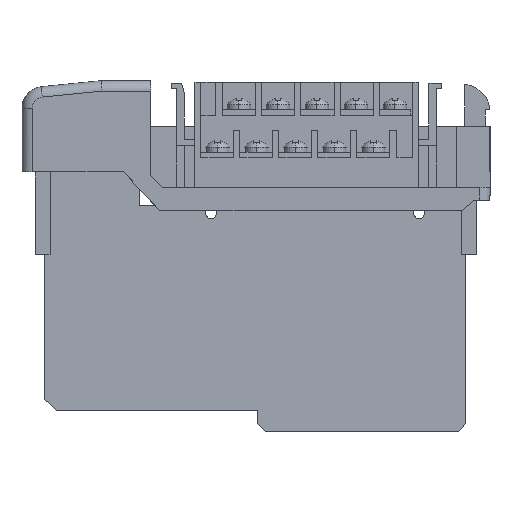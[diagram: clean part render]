
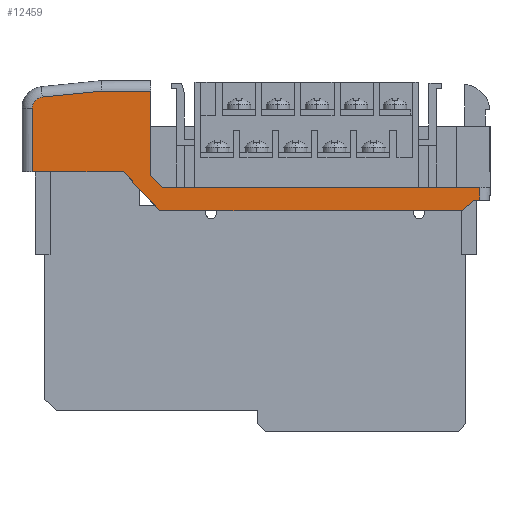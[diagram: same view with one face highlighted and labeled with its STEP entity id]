
A CAD part, left-side view. The second image highlights one B-rep face of the part: STEP entity #12459.
In plain terms, the highlighted planar face has unit normal (-1, 0, 0).
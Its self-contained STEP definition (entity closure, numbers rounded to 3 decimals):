
#7526 = CARTESIAN_POINT ( 'NONE',  ( 0.5, 34.17, 3.114 ) ) ;
#7527 = CARTESIAN_POINT ( 'NONE',  ( 0.5, 24.723, 3.114 ) ) ;
#7528 = DIRECTION ( 'NONE',  ( 0., 1., 0. ) ) ;
#7529 = VECTOR ( 'NONE', #7528, 1000. ) ;
#7530 = CARTESIAN_POINT ( 'NONE',  ( 0.5, 34.27, 3.114 ) ) ;
#7531 = LINE ( 'NONE', #7530, #7529 ) ;
#7744 = DIRECTION ( 'NONE',  ( 0., -1., 0. ) ) ;
#7745 = VECTOR ( 'NONE', #7744, 1000. ) ;
#7746 = CARTESIAN_POINT ( 'NONE',  ( 0.5, -37.408, -17.879 ) ) ;
#7747 = LINE ( 'NONE', #7746, #7745 ) ;
#7748 = CARTESIAN_POINT ( 'NONE',  ( 0.5, -38.527, -17.879 ) ) ;
#7795 = CARTESIAN_POINT ( 'NONE',  ( 0.5, -37.408, -17.879 ) ) ;
#11944 = EDGE_CURVE ( 'NONE', #11945, #11946, #7531, .T. ) ;
#11945 = VERTEX_POINT ( 'NONE', #7527 ) ;
#11946 = VERTEX_POINT ( 'NONE', #7526 ) ;
#12061 = VERTEX_POINT ( 'NONE', #7748 ) ;
#12063 = EDGE_CURVE ( 'NONE', #12064, #12061, #7747, .T. ) ;
#12064 = VERTEX_POINT ( 'NONE', #7795 ) ;
#12305 = ORIENTED_EDGE ( 'NONE', *, *, #12063, .T. ) ;
#12389 = VERTEX_POINT ( 'NONE', #19904 ) ;
#12399 = EDGE_CURVE ( 'NONE', #12061, #12400, #19958, .T. ) ;
#12400 = VERTEX_POINT ( 'NONE', #19954 ) ;
#12401 = ORIENTED_EDGE ( 'NONE', *, *, #12402, .F. ) ;
#12402 = EDGE_CURVE ( 'NONE', #12403, #12400, #19953, .T. ) ;
#12403 = VERTEX_POINT ( 'NONE', #19949 ) ;
#12404 = ORIENTED_EDGE ( 'NONE', *, *, #12405, .F. ) ;
#12405 = EDGE_CURVE ( 'NONE', #12406, #12403, #19948, .T. ) ;
#12406 = VERTEX_POINT ( 'NONE', #19944 ) ;
#12407 = ORIENTED_EDGE ( 'NONE', *, *, #12408, .F. ) ;
#12408 = EDGE_CURVE ( 'NONE', #11945, #12406, #19943, .T. ) ;
#12409 = ORIENTED_EDGE ( 'NONE', *, *, #11944, .T. ) ;
#12410 = ORIENTED_EDGE ( 'NONE', *, *, #12411, .T. ) ;
#12411 = EDGE_CURVE ( 'NONE', #11946, #12462, #19938, .T. ) ;
#12459 = ADVANCED_FACE ( 'NONE', ( #20123 ), #20102, .F. ) ;
#12460 = EDGE_LOOP ( 'NONE', ( #12461, #12401, #12404, #12407, #12409, #12410, #12463, #12466, #12468, #12469, #12470, #12471, #12305 ) ) ;
#12461 = ORIENTED_EDGE ( 'NONE', *, *, #12399, .T. ) ;
#12462 = VERTEX_POINT ( 'NONE', #20153 ) ;
#12463 = ORIENTED_EDGE ( 'NONE', *, *, #12464, .T. ) ;
#12464 = EDGE_CURVE ( 'NONE', #12462, #12465, #20152, .T. ) ;
#12465 = VERTEX_POINT ( 'NONE', #20147 ) ;
#12466 = ORIENTED_EDGE ( 'NONE', *, *, #12467, .T. ) ;
#12467 = EDGE_CURVE ( 'NONE', #12465, #12500, #20146, .T. ) ;
#12468 = ORIENTED_EDGE ( 'NONE', *, *, #12499, .T. ) ;
#12469 = ORIENTED_EDGE ( 'NONE', *, *, #12475, .T. ) ;
#12470 = ORIENTED_EDGE ( 'NONE', *, *, #12511, .T. ) ;
#12471 = ORIENTED_EDGE ( 'NONE', *, *, #12487, .T. ) ;
#12475 = EDGE_CURVE ( 'NONE', #12389, #12512, #20138, .T. ) ;
#12487 = EDGE_CURVE ( 'NONE', #12488, #12064, #20179, .T. ) ;
#12488 = VERTEX_POINT ( 'NONE', #20175 ) ;
#12499 = EDGE_CURVE ( 'NONE', #12500, #12389, #20205, .T. ) ;
#12500 = VERTEX_POINT ( 'NONE', #20201 ) ;
#12511 = EDGE_CURVE ( 'NONE', #12512, #12488, #20189, .T. ) ;
#12512 = VERTEX_POINT ( 'NONE', #20185 ) ;
#19904 = CARTESIAN_POINT ( 'NONE',  ( 0.5, 29.973, -12.386 ) ) ;
#19935 = DIRECTION ( 'NONE',  ( 0., 0.995, -0.1 ) ) ;
#19936 = VECTOR ( 'NONE', #19935, 1000. ) ;
#19937 = CARTESIAN_POINT ( 'NONE',  ( 0.5, 45.569, 1.973 ) ) ;
#19938 = LINE ( 'NONE', #19937, #19936 ) ;
#19940 = DIRECTION ( 'NONE',  ( 0., 0., -1. ) ) ;
#19941 = VECTOR ( 'NONE', #19940, 1000. ) ;
#19942 = CARTESIAN_POINT ( 'NONE',  ( 0.5, 24.723, 4.364 ) ) ;
#19943 = LINE ( 'NONE', #19942, #19941 ) ;
#19944 = CARTESIAN_POINT ( 'NONE',  ( 0.5, 24.723, -13.054 ) ) ;
#19945 = DIRECTION ( 'NONE',  ( 0., -0.685, -0.729 ) ) ;
#19946 = VECTOR ( 'NONE', #19945, 1000. ) ;
#19947 = CARTESIAN_POINT ( 'NONE',  ( 0.5, 22.532, -15.386 ) ) ;
#19948 = LINE ( 'NONE', #19947, #19946 ) ;
#19949 = CARTESIAN_POINT ( 'NONE',  ( 0.5, 22.532, -15.386 ) ) ;
#19950 = DIRECTION ( 'NONE',  ( 0., -1., 0. ) ) ;
#19951 = VECTOR ( 'NONE', #19950, 1000. ) ;
#19952 = CARTESIAN_POINT ( 'NONE',  ( 0.5, 22.532, -15.386 ) ) ;
#19953 = LINE ( 'NONE', #19952, #19951 ) ;
#19954 = CARTESIAN_POINT ( 'NONE',  ( 0.5, -38.527, -15.386 ) ) ;
#19955 = DIRECTION ( 'NONE',  ( 0., 0., 1. ) ) ;
#19956 = VECTOR ( 'NONE', #19955, 1000. ) ;
#19957 = CARTESIAN_POINT ( 'NONE',  ( 0.5, -38.527, -0.463 ) ) ;
#19958 = LINE ( 'NONE', #19957, #19956 ) ;
#20098 = DIRECTION ( 'NONE',  ( 0., 0., -1. ) ) ;
#20099 = DIRECTION ( 'NONE',  ( 1., 0., 0. ) ) ;
#20100 = CARTESIAN_POINT ( 'NONE',  ( 0.5, -35.258, -0.876 ) ) ;
#20101 = AXIS2_PLACEMENT_3D ( 'NONE', #20100, #20099, #20098 ) ;
#20102 = PLANE ( 'NONE',  #20101 ) ;
#20123 = FACE_OUTER_BOUND ( 'NONE', #12460, .T. ) ;
#20135 = DIRECTION ( 'NONE',  ( 0., -0.682, -0.731 ) ) ;
#20136 = VECTOR ( 'NONE', #20135, 1000. ) ;
#20137 = CARTESIAN_POINT ( 'NONE',  ( 0.5, 22.973, -19.886 ) ) ;
#20138 = LINE ( 'NONE', #20137, #20136 ) ;
#20143 = DIRECTION ( 'NONE',  ( 0., 0., -1. ) ) ;
#20144 = VECTOR ( 'NONE', #20143, 1000. ) ;
#20145 = CARTESIAN_POINT ( 'NONE',  ( 0.5, 47.473, -12.386 ) ) ;
#20146 = LINE ( 'NONE', #20145, #20144 ) ;
#20147 = CARTESIAN_POINT ( 'NONE',  ( 0.5, 47.473, -0.213 ) ) ;
#20148 = DIRECTION ( 'NONE',  ( 0., 0., -1. ) ) ;
#20149 = DIRECTION ( 'NONE',  ( -1., 0., 0. ) ) ;
#20150 = CARTESIAN_POINT ( 'NONE',  ( 0.5, 45.358, -0.133 ) ) ;
#20151 = AXIS2_PLACEMENT_3D ( 'NONE', #20150, #20149, #20148 ) ;
#20152 = CIRCLE ( 'NONE', #20151, 2.116 ) ;
#20153 = CARTESIAN_POINT ( 'NONE',  ( 0.5, 45.569, 1.973 ) ) ;
#20175 = CARTESIAN_POINT ( 'NONE',  ( 0.5, -35.258, -19.886 ) ) ;
#20176 = DIRECTION ( 'NONE',  ( 0., -0.731, 0.682 ) ) ;
#20177 = VECTOR ( 'NONE', #20176, 1000. ) ;
#20178 = CARTESIAN_POINT ( 'NONE',  ( 0.5, -35.258, -19.886 ) ) ;
#20179 = LINE ( 'NONE', #20178, #20177 ) ;
#20185 = CARTESIAN_POINT ( 'NONE',  ( 0.5, 22.973, -19.886 ) ) ;
#20186 = DIRECTION ( 'NONE',  ( 0., -1., 0. ) ) ;
#20187 = VECTOR ( 'NONE', #20186, 1000. ) ;
#20188 = CARTESIAN_POINT ( 'NONE',  ( 0.5, 22.973, -19.886 ) ) ;
#20189 = LINE ( 'NONE', #20188, #20187 ) ;
#20201 = CARTESIAN_POINT ( 'NONE',  ( 0.5, 47.473, -12.386 ) ) ;
#20202 = DIRECTION ( 'NONE',  ( 0., -1., 0. ) ) ;
#20203 = VECTOR ( 'NONE', #20202, 1000. ) ;
#20204 = CARTESIAN_POINT ( 'NONE',  ( 0.5, 29.973, -12.386 ) ) ;
#20205 = LINE ( 'NONE', #20204, #20203 ) ;
